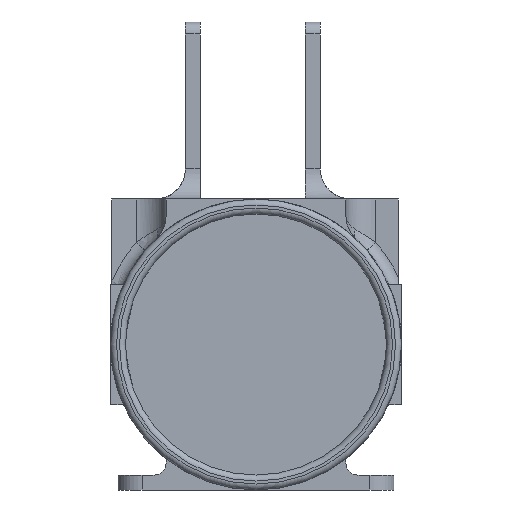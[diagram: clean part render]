
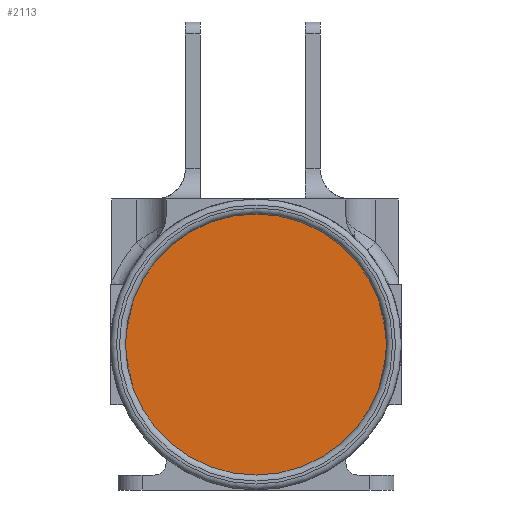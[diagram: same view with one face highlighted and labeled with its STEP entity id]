
A CAD part, front view. The second image highlights one B-rep face of the part: STEP entity #2113.
In plain terms, the highlighted planar face has unit normal (0, -1, 0).
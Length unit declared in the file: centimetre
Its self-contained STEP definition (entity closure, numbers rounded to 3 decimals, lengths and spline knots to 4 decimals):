
#104=PLANE('',#2335);
#601=FACE_OUTER_BOUND('',#774,.T.);
#774=EDGE_LOOP('',(#1950));
#875=CIRCLE('',#2333,2.175);
#1077=VERTEX_POINT('',#3811);
#1368=EDGE_CURVE('',#1077,#1077,#875,.T.);
#1950=ORIENTED_EDGE('',*,*,#1368,.F.);
#2113=ADVANCED_FACE('',(#601),#104,.F.);
#2333=AXIS2_PLACEMENT_3D('',#3812,#2934,#2935);
#2335=AXIS2_PLACEMENT_3D('',#3814,#2938,#2939);
#2934=DIRECTION('center_axis',(0.,1.,0.));
#2935=DIRECTION('ref_axis',(1.,0.,0.));
#2938=DIRECTION('center_axis',(0.,1.,0.));
#2939=DIRECTION('ref_axis',(1.,0.,0.));
#3811=CARTESIAN_POINT('',(2.175,5.,0.));
#3812=CARTESIAN_POINT('Origin',(0.,5.,0.));
#3814=CARTESIAN_POINT('Origin',(0.,5.,0.));
